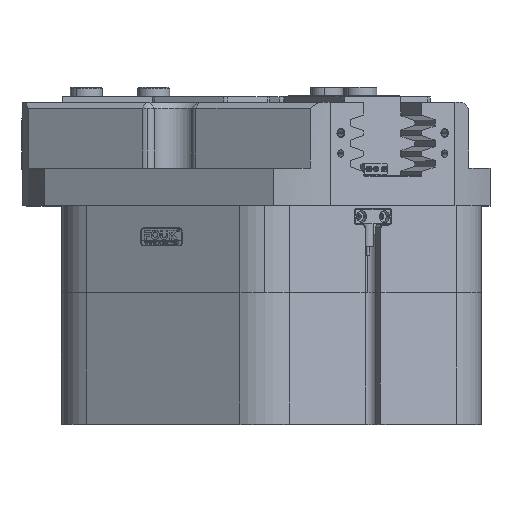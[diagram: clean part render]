
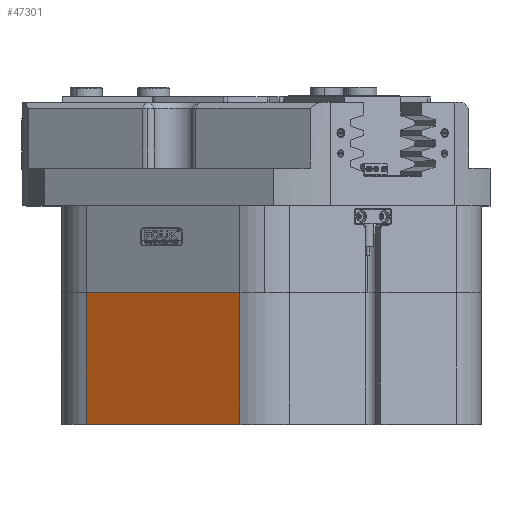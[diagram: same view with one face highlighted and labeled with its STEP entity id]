
A CAD part, top view. The second image highlights one B-rep face of the part: STEP entity #47301.
In plain terms, the highlighted face is planar.
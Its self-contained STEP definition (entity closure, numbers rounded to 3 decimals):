
#1233 = VERTEX_POINT ( 'NONE', #5772 ) ;
#4857 = ORIENTED_EDGE ( 'NONE', *, *, #5284, .T. ) ;
#5284 = EDGE_CURVE ( 'NONE', #35271, #10081, #12273, .T. ) ;
#5658 = VECTOR ( 'NONE', #48826, 1000. ) ;
#5772 = CARTESIAN_POINT ( 'NONE',  ( 20., 81., -155.885 ) ) ;
#8013 = VECTOR ( 'NONE', #35209, 1000. ) ;
#8921 = VERTEX_POINT ( 'NONE', #27545 ) ;
#10081 = VERTEX_POINT ( 'NONE', #10300 ) ;
#10300 = CARTESIAN_POINT ( 'NONE',  ( 125., -9., -95.263 ) ) ;
#10636 = EDGE_CURVE ( 'NONE', #35271, #1233, #18700, .T. ) ;
#11342 = EDGE_LOOP ( 'NONE', ( #46701, #4857, #20066, #20323 ) ) ;
#12273 = LINE ( 'NONE', #13332, #25492 ) ;
#12854 = CARTESIAN_POINT ( 'NONE',  ( 20., 0., -155.885 ) ) ;
#13233 = LINE ( 'NONE', #12854, #5658 ) ;
#13332 = CARTESIAN_POINT ( 'NONE',  ( 125., 0., -95.263 ) ) ;
#15010 = CARTESIAN_POINT ( 'NONE',  ( 290., 81., 0. ) ) ;
#17374 = DIRECTION ( 'NONE',  ( 0., -1., 0. ) ) ;
#18700 = LINE ( 'NONE', #15010, #8013 ) ;
#20066 = ORIENTED_EDGE ( 'NONE', *, *, #46321, .F. ) ;
#20323 = ORIENTED_EDGE ( 'NONE', *, *, #34979, .T. ) ;
#20465 = CARTESIAN_POINT ( 'NONE',  ( 290., 0., 0. ) ) ;
#22172 = CARTESIAN_POINT ( 'NONE',  ( 20., -9., -155.885 ) ) ;
#25492 = VECTOR ( 'NONE', #17374, 1000. ) ;
#26398 = CARTESIAN_POINT ( 'NONE',  ( 125., 81., -95.263 ) ) ;
#26827 = FACE_OUTER_BOUND ( 'NONE', #11342, .T. ) ;
#27545 = CARTESIAN_POINT ( 'NONE',  ( 20., -9., -155.885 ) ) ;
#28577 = PLANE ( 'NONE',  #41001 ) ;
#28747 = DIRECTION ( 'NONE',  ( -0.866, 0., -0.5 ) ) ;
#31930 = LINE ( 'NONE', #22172, #46347 ) ;
#34979 = EDGE_CURVE ( 'NONE', #8921, #1233, #13233, .T. ) ;
#35209 = DIRECTION ( 'NONE',  ( -0.866, 0., -0.5 ) ) ;
#35271 = VERTEX_POINT ( 'NONE', #26398 ) ;
#40685 = DIRECTION ( 'NONE',  ( 0.5, 0., -0.866 ) ) ;
#41001 = AXIS2_PLACEMENT_3D ( 'NONE', #20465, #40685, #28747 ) ;
#46321 = EDGE_CURVE ( 'NONE', #8921, #10081, #31930, .T. ) ;
#46347 = VECTOR ( 'NONE', #50263, 1000. ) ;
#46701 = ORIENTED_EDGE ( 'NONE', *, *, #10636, .F. ) ;
#47301 = ADVANCED_FACE ( 'NONE', ( #26827 ), #28577, .T. ) ;
#48826 = DIRECTION ( 'NONE',  ( 0., 1., 0. ) ) ;
#50263 = DIRECTION ( 'NONE',  ( 0.866, 0., 0.5 ) ) ;
